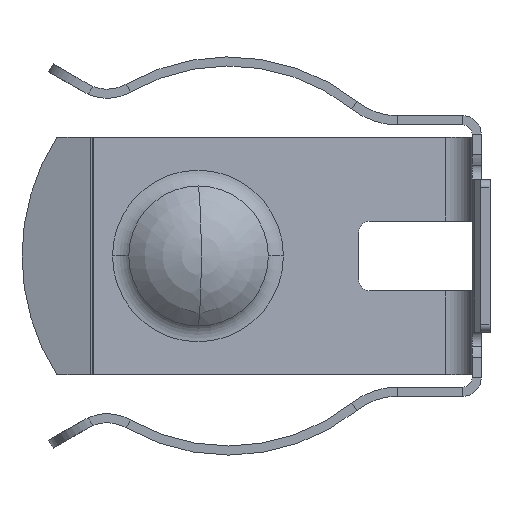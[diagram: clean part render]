
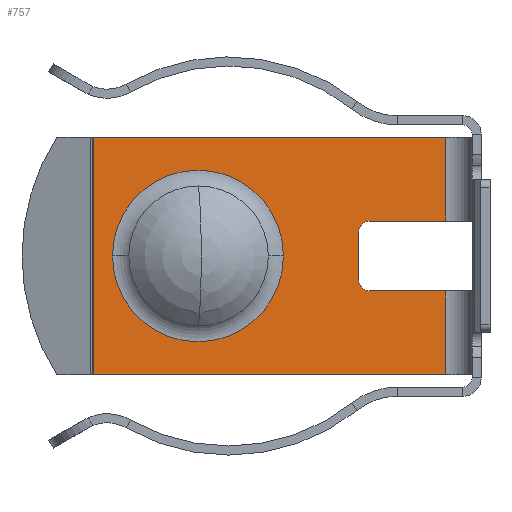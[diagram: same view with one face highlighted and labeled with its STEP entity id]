
A CAD part, left-side view. The second image highlights one B-rep face of the part: STEP entity #757.
In plain terms, the highlighted face is planar.
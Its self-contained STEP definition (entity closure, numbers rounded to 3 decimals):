
#42 = LINE ( 'NONE', #3637, #3619 ) ;
#53 = ORIENTED_EDGE ( 'NONE', *, *, #2890, .F. ) ;
#83 = LINE ( 'NONE', #1390, #2018 ) ;
#102 = CARTESIAN_POINT ( 'NONE',  ( 3.962, 12.652, -1.509 ) ) ;
#125 = ORIENTED_EDGE ( 'NONE', *, *, #4053, .F. ) ;
#127 = LINE ( 'NONE', #1733, #510 ) ;
#150 = DIRECTION ( 'NONE',  ( 0., -0.996, -0.087 ) ) ;
#155 = CARTESIAN_POINT ( 'NONE',  ( 0., 6.303, -2.065 ) ) ;
#247 = CARTESIAN_POINT ( 'NONE',  ( -3.962, 12.652, -1.509 ) ) ;
#283 = DIRECTION ( 'NONE',  ( -1., 0., 0. ) ) ;
#289 = ORIENTED_EDGE ( 'NONE', *, *, #1526, .F. ) ;
#309 = ORIENTED_EDGE ( 'NONE', *, *, #3219, .F. ) ;
#360 = VERTEX_POINT ( 'NONE', #591 ) ;
#369 = CARTESIAN_POINT ( 'NONE',  ( 0., 9.159, -1.815 ) ) ;
#375 = VECTOR ( 'NONE', #2339, 1000. ) ;
#453 = EDGE_CURVE ( 'NONE', #2445, #1055, #127, .T. ) ;
#507 = CARTESIAN_POINT ( 'NONE',  ( 0.787, 3.413, -2.318 ) ) ;
#510 = VECTOR ( 'NONE', #3293, 1000. ) ;
#537 = CARTESIAN_POINT ( 'NONE',  ( 3.962, 0.884, -2.539 ) ) ;
#555 = DIRECTION ( 'NONE',  ( 0., -0.087, 0.996 ) ) ;
#556 = DIRECTION ( 'NONE',  ( -1., 0., 0. ) ) ;
#591 = CARTESIAN_POINT ( 'NONE',  ( 0.787, 3.792, -2.284 ) ) ;
#711 = VERTEX_POINT ( 'NONE', #2561 ) ;
#744 = VECTOR ( 'NONE', #556, 1000. ) ;
#754 = VERTEX_POINT ( 'NONE', #3904 ) ;
#757 = ADVANCED_FACE ( 'NONE', ( #1896, #3202 ), #2876, .T. ) ;
#780 = DIRECTION ( 'NONE',  ( 0., 0.996, 0.087 ) ) ;
#806 = EDGE_CURVE ( 'NONE', #2315, #1011, #1027, .T. ) ;
#851 = EDGE_LOOP ( 'NONE', ( #3801, #289, #1415, #3886, #53, #125, #309, #2980, #1118, #1069 ) ) ;
#854 = VERTEX_POINT ( 'NONE', #1341 ) ;
#864 = DIRECTION ( 'NONE',  ( -1., 0., 0. ) ) ;
#933 = ORIENTED_EDGE ( 'NONE', *, *, #2454, .F. ) ;
#957 = DIRECTION ( 'NONE',  ( 0., -0.996, -0.087 ) ) ;
#1005 = EDGE_CURVE ( 'NONE', #3253, #4211, #2090, .T. ) ;
#1011 = VERTEX_POINT ( 'NONE', #155 ) ;
#1027 = CIRCLE ( 'NONE', #3482, 2.867 ) ;
#1055 = VERTEX_POINT ( 'NONE', #3760 ) ;
#1069 = ORIENTED_EDGE ( 'NONE', *, *, #2637, .F. ) ;
#1118 = ORIENTED_EDGE ( 'NONE', *, *, #4137, .F. ) ;
#1209 = DIRECTION ( 'NONE',  ( 0., -0.087, 0.996 ) ) ;
#1243 = LINE ( 'NONE', #3555, #1879 ) ;
#1249 = CARTESIAN_POINT ( 'NONE',  ( 3.962, 0., -2.616 ) ) ;
#1268 = AXIS2_PLACEMENT_3D ( 'NONE', #3413, #2733, #780 ) ;
#1341 = CARTESIAN_POINT ( 'NONE',  ( -0.787, 3.792, -2.284 ) ) ;
#1384 = CARTESIAN_POINT ( 'NONE',  ( 1.168, 0.884, -2.539 ) ) ;
#1390 = CARTESIAN_POINT ( 'NONE',  ( -0.787, 3.792, -2.284 ) ) ;
#1415 = ORIENTED_EDGE ( 'NONE', *, *, #1005, .F. ) ;
#1526 = EDGE_CURVE ( 'NONE', #4211, #2445, #2280, .T. ) ;
#1563 = CIRCLE ( 'NONE', #2255, 2.867 ) ;
#1733 = CARTESIAN_POINT ( 'NONE',  ( 1.168, 3.413, -2.318 ) ) ;
#1879 = VECTOR ( 'NONE', #864, 1000. ) ;
#1896 = FACE_BOUND ( 'NONE', #2329, .T. ) ;
#1983 = VECTOR ( 'NONE', #4078, 1000. ) ;
#2018 = VECTOR ( 'NONE', #3907, 1000. ) ;
#2090 = LINE ( 'NONE', #3114, #1983 ) ;
#2255 = AXIS2_PLACEMENT_3D ( 'NONE', #369, #3994, #2966 ) ;
#2280 = LINE ( 'NONE', #537, #744 ) ;
#2315 = VERTEX_POINT ( 'NONE', #3474 ) ;
#2329 = EDGE_LOOP ( 'NONE', ( #3787, #933 ) ) ;
#2339 = DIRECTION ( 'NONE',  ( 1., 0., 0. ) ) ;
#2445 = VERTEX_POINT ( 'NONE', #1384 ) ;
#2454 = EDGE_CURVE ( 'NONE', #1011, #2315, #1563, .T. ) ;
#2561 = CARTESIAN_POINT ( 'NONE',  ( -3.962, 0.884, -2.539 ) ) ;
#2587 = LINE ( 'NONE', #2610, #3521 ) ;
#2610 = CARTESIAN_POINT ( 'NONE',  ( -1.168, 3.413, -2.318 ) ) ;
#2637 = EDGE_CURVE ( 'NONE', #1055, #360, #3547, .T. ) ;
#2655 = LINE ( 'NONE', #3955, #375 ) ;
#2733 = DIRECTION ( 'NONE',  ( 0., -0.087, 0.996 ) ) ;
#2746 = DIRECTION ( 'NONE',  ( 0., 0.996, 0.087 ) ) ;
#2749 = AXIS2_PLACEMENT_3D ( 'NONE', #1249, #1209, #283 ) ;
#2873 = CARTESIAN_POINT ( 'NONE',  ( -1.168, 3.413, -2.318 ) ) ;
#2876 = PLANE ( 'NONE',  #2749 ) ;
#2890 = EDGE_CURVE ( 'NONE', #711, #3141, #42, .T. ) ;
#2966 = DIRECTION ( 'NONE',  ( 0., 0.996, 0.087 ) ) ;
#2980 = ORIENTED_EDGE ( 'NONE', *, *, #3824, .F. ) ;
#3037 = DIRECTION ( 'NONE',  ( 0., -0.087, 0.996 ) ) ;
#3114 = CARTESIAN_POINT ( 'NONE',  ( 3.962, 0., -2.616 ) ) ;
#3125 = CIRCLE ( 'NONE', #1268, 0.381 ) ;
#3141 = VERTEX_POINT ( 'NONE', #247 ) ;
#3202 = FACE_OUTER_BOUND ( 'NONE', #851, .T. ) ;
#3219 = EDGE_CURVE ( 'NONE', #3545, #754, #2587, .T. ) ;
#3253 = VERTEX_POINT ( 'NONE', #102 ) ;
#3293 = DIRECTION ( 'NONE',  ( 0., 0.996, 0.087 ) ) ;
#3351 = CARTESIAN_POINT ( 'NONE',  ( 0., 9.159, -1.815 ) ) ;
#3413 = CARTESIAN_POINT ( 'NONE',  ( -0.787, 3.413, -2.318 ) ) ;
#3474 = CARTESIAN_POINT ( 'NONE',  ( 0., 12.016, -1.565 ) ) ;
#3475 = AXIS2_PLACEMENT_3D ( 'NONE', #507, #555, #150 ) ;
#3482 = AXIS2_PLACEMENT_3D ( 'NONE', #3351, #3037, #3680 ) ;
#3521 = VECTOR ( 'NONE', #957, 1000. ) ;
#3545 = VERTEX_POINT ( 'NONE', #2873 ) ;
#3547 = CIRCLE ( 'NONE', #3475, 0.381 ) ;
#3555 = CARTESIAN_POINT ( 'NONE',  ( 3.962, 0.884, -2.539 ) ) ;
#3619 = VECTOR ( 'NONE', #2746, 1000. ) ;
#3633 = CARTESIAN_POINT ( 'NONE',  ( 3.962, 0.884, -2.539 ) ) ;
#3637 = CARTESIAN_POINT ( 'NONE',  ( -3.962, 12.652, -1.509 ) ) ;
#3680 = DIRECTION ( 'NONE',  ( 0., 0.996, 0.087 ) ) ;
#3760 = CARTESIAN_POINT ( 'NONE',  ( 1.168, 3.413, -2.318 ) ) ;
#3787 = ORIENTED_EDGE ( 'NONE', *, *, #806, .F. ) ;
#3801 = ORIENTED_EDGE ( 'NONE', *, *, #453, .F. ) ;
#3824 = EDGE_CURVE ( 'NONE', #854, #3545, #3125, .T. ) ;
#3886 = ORIENTED_EDGE ( 'NONE', *, *, #4199, .F. ) ;
#3904 = CARTESIAN_POINT ( 'NONE',  ( -1.168, 0.884, -2.539 ) ) ;
#3907 = DIRECTION ( 'NONE',  ( -1., 0., 0. ) ) ;
#3955 = CARTESIAN_POINT ( 'NONE',  ( 3.962, 12.652, -1.509 ) ) ;
#3994 = DIRECTION ( 'NONE',  ( 0., -0.087, 0.996 ) ) ;
#4053 = EDGE_CURVE ( 'NONE', #754, #711, #1243, .T. ) ;
#4078 = DIRECTION ( 'NONE',  ( 0., -0.996, -0.087 ) ) ;
#4137 = EDGE_CURVE ( 'NONE', #360, #854, #83, .T. ) ;
#4199 = EDGE_CURVE ( 'NONE', #3141, #3253, #2655, .T. ) ;
#4211 = VERTEX_POINT ( 'NONE', #3633 ) ;
